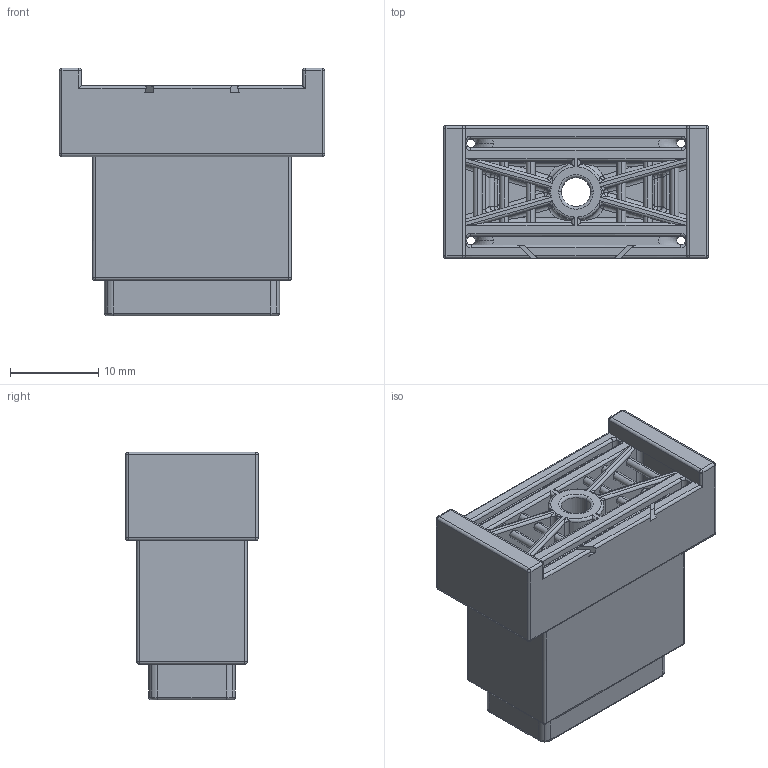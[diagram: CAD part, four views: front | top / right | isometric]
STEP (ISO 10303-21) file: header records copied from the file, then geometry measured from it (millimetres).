
FILE_DESCRIPTION (( 'STEP AP203' ), '1' );
FILE_NAME ('10x20mm_Cuvette_Top_V2_SW.STEP', '2018-08-29T07:11:18', ( '' ), ( '' ), 'SwSTEP 2.0', 'SolidWorks 2018', '' );
FILE_SCHEMA (( 'CONFIG_CONTROL_DESIGN' ));
Length unit declared in the file: millimetre
Products named in the file (1): 10x20mm_Cuvette_Top_V2_SW
Bounding box: 30 x 15 x 28 mm (x, y, z)
Volume: 5072.6 mm3; surface area: 6731.7 mm2
Topology: 1 solids, 1 shells, 389 faces, 1012 edges, 583 vertices
Faces by surface type: cylinder 173, plane 102, torus 48, sphere 38, bspline 28
Entity records: 12460 total; most frequent: CARTESIAN_POINT 3475, ORIENTED_EDGE 1912, DIRECTION 1856, EDGE_CURVE 956, AXIS2_PLACEMENT_3D 703, VERTEX_POINT 567, LINE 450, VECTOR 450
